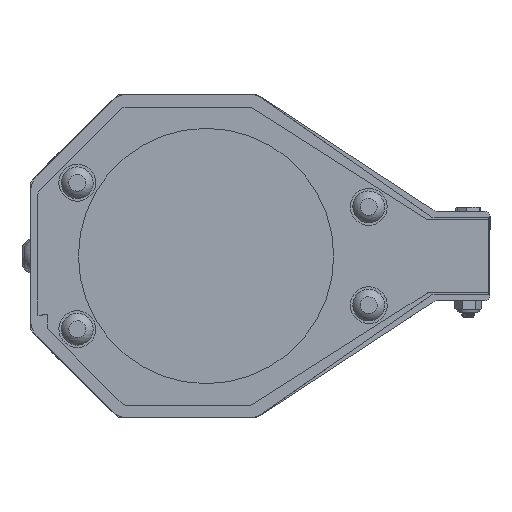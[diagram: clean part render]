
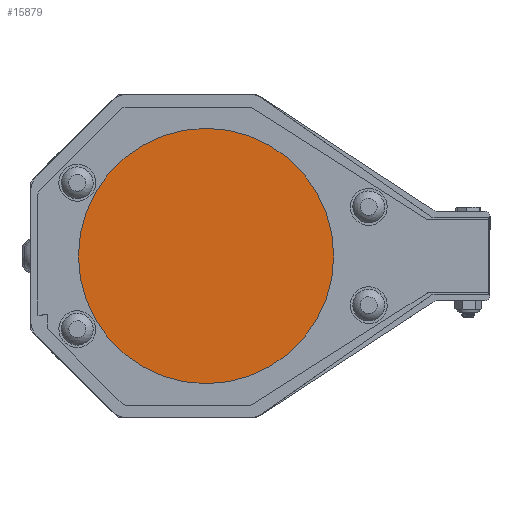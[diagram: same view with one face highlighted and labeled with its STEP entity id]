
A CAD part, left-side view. The second image highlights one B-rep face of the part: STEP entity #15879.
In plain terms, the highlighted planar face has unit normal (-1, 0, 0).
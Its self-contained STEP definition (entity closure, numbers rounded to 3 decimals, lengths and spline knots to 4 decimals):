
#2874=PLANE('',#17623);
#4030=FACE_OUTER_BOUND('',#5403,.T.);
#5403=EDGE_LOOP('',(#14460));
#6943=CIRCLE('',#17622,1.5);
#8323=VERTEX_POINT('',#69238);
#10401=EDGE_CURVE('',#8323,#8323,#6943,.T.);
#14460=ORIENTED_EDGE('',*,*,#10401,.T.);
#15879=ADVANCED_FACE('',(#4030),#2874,.T.);
#17622=AXIS2_PLACEMENT_3D('',#69239,#21595,#21596);
#17623=AXIS2_PLACEMENT_3D('',#69240,#21597,#21598);
#21595=DIRECTION('center_axis',(-1.,0.,0.));
#21596=DIRECTION('ref_axis',(0.,0.,
-1.));
#21597=DIRECTION('center_axis',(-1.,0.,0.));
#21598=DIRECTION('ref_axis',(0.,0.,
1.));
#69238=CARTESIAN_POINT('',(-38.3896,3.2979,3.317));
#69239=CARTESIAN_POINT('Origin',(-38.3896,3.2979,1.817));
#69240=CARTESIAN_POINT('Origin',(-38.3896,3.2979,1.817));
